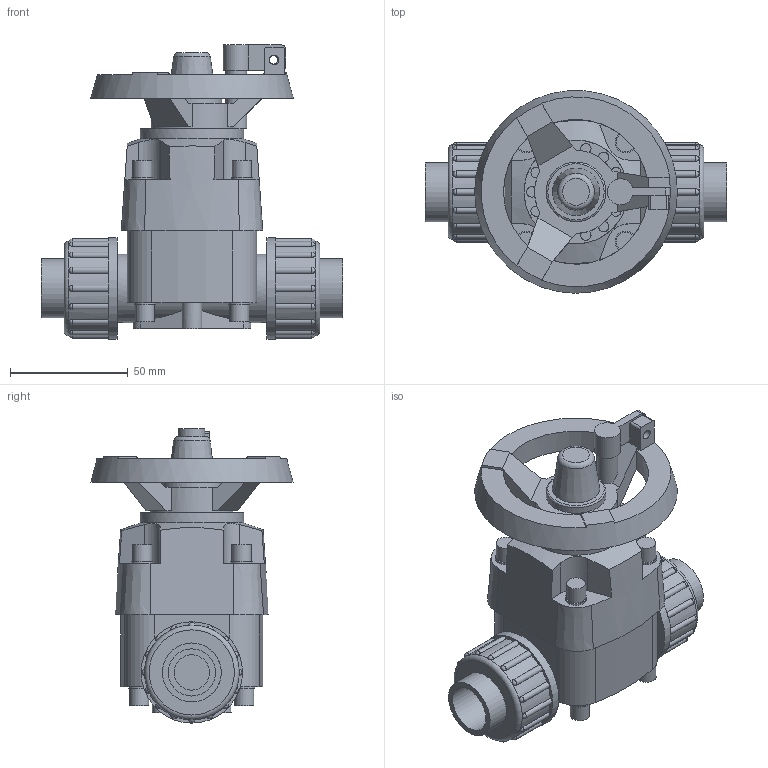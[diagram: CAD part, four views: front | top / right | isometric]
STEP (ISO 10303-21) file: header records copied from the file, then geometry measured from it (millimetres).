
FILE_DESCRIPTION((''),'2;1');
FILE_NAME('PV20001A020.stp','2022-02-17T13:41:35',('RL'),(''),'Autodesk Inventor 2012','Autodesk Inventor 2012','');
FILE_SCHEMA(('AUTOMOTIVE_DESIGN { 1 0 10303 214 1 1 1 1 }'));
Length unit declared in the file: millimetre
Products named in the file (1): PV20001A020
Bounding box: 128 x 85.87 x 124.8 mm (x, y, z)
Volume: 332298.6 mm3; surface area: 63530 mm2
Topology: 1 solids, 4 shells, 307 faces, 792 edges, 526 vertices
Faces by surface type: plane 146, cylinder 115, sphere 32, cone 10, torus 4
Full cylindrical faces by diameter (mm): 3.583 x1, 4.095 x1, 4.4 x14, 5 x2, 8.148 x8, 8.8 x1, 8.963 x8, 15 x4, 20 x2, 24.98 x2, 25 x2, 25.3 x1, 28.88 x2, 28.9 x2, 34.83 x2, 40.133 x2, 43 x2, 44 x1, 61.429 x1, 67.571 x1, 79.857 x1
Entity records: 9828 total; most frequent: CARTESIAN_POINT 2261, DIRECTION 1555, ORIENTED_EDGE 1398, EDGE_CURVE 699, AXIS2_PLACEMENT_3D 653, VERTEX_POINT 501, EDGE_LOOP 416, CIRCLE 335
